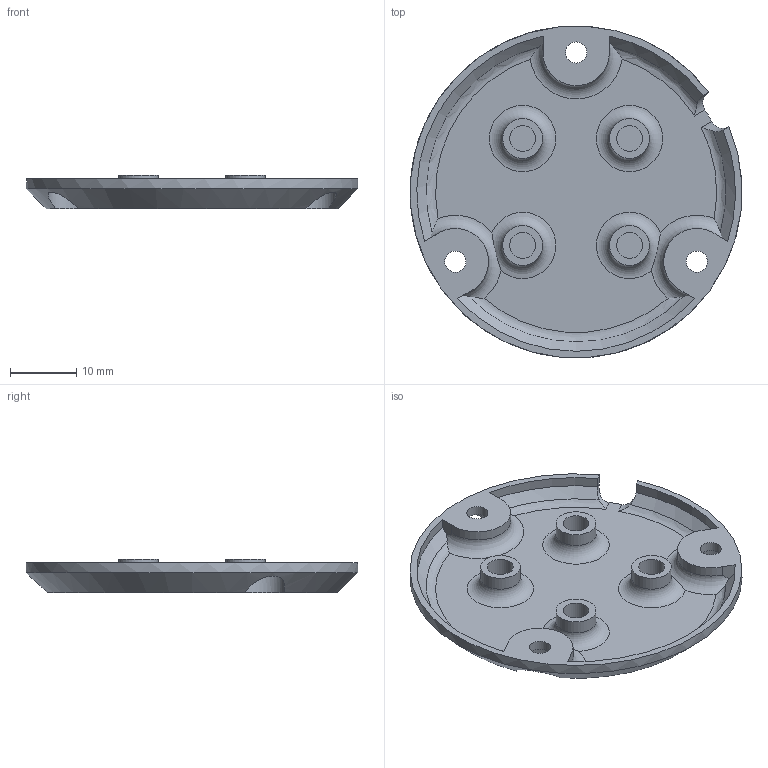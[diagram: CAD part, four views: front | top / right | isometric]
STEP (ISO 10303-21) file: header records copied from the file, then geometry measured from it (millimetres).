
FILE_DESCRIPTION(/* description */ (''),/* implementation_level */ '2;1');
FILE_NAME(/* name */ 'P405.step',/* time_stamp */ '2025-06-25T17:54:22+02:00',/* author */ (''),/* organization */ (''),/* preprocessor_version */ 'ST-DEVELOPER v20.1',/* originating_system */ 'Autodesk Translation Framework v14.10.0.0',/* authorisation */ '');
FILE_SCHEMA (('AUTOMOTIVE_DESIGN { 1 0 10303 214 3 1 1 }'));
Length unit declared in the file: millimetre
Products named in the file (1): P403
Bounding box: 49.96 x 49.92 x 5 mm (x, y, z)
Volume: 2770.7 mm3; surface area: 5328 mm2
Topology: 1 solids, 1 shells, 62 faces, 154 edges, 100 vertices
Faces by surface type: cylinder 24, plane 22, torus 11, cone 5
Full cylindrical faces by diameter (mm): 3.2 x3, 3.9 x4, 6 x4, 7 x3
Entity records: 2119 total; most frequent: CARTESIAN_POINT 596, DIRECTION 317, ORIENTED_EDGE 308, EDGE_CURVE 154, AXIS2_PLACEMENT_3D 137, VERTEX_POINT 100, EDGE_LOOP 74, CIRCLE 74
